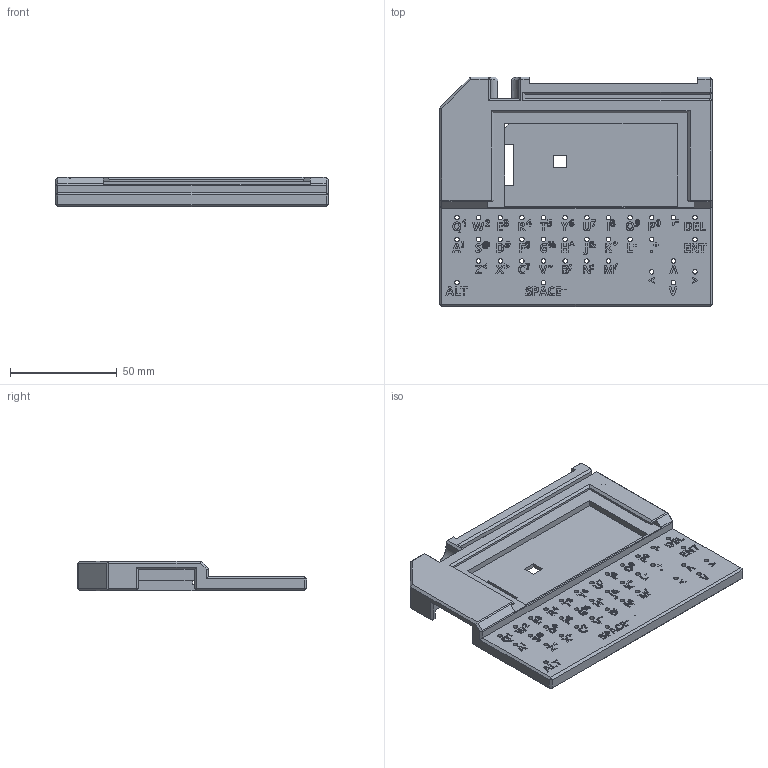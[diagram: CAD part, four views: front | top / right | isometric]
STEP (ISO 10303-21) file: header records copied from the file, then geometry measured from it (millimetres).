
FILE_DESCRIPTION(/* description */ ('STEP AP242','CAx-IF Rec.Pracs.---Representation and Presentation of Product Manufacturing Information (PMI)---4.0---2014-10-13','CAx-IF Rec.Pracs.---3D Tessellated Geometry---0.4---2014-09-14','2;1'),/* implementation_level */ '2;1');
FILE_NAME(/* name */ '638c17b243036c666e924a42',/* time_stamp */ '2022-12-04T03:44:53+00:00',/* author */ (''),/* organization */ (''),/* preprocessor_version */ 'ST-DEVELOPER v18.102',/* originating_system */ ' ',/* authorisation */ ' ');
FILE_SCHEMA (('AP242_MANAGED_MODEL_BASED_3D_ENGINEERING_MIM_LF { 1 0 10303 442 1 1 4 }'));
Length unit declared in the file: metre
Products named in the file (1): top
Bounding box: 127.92 x 107.6 x 14.07 mm (x, y, z)
Volume: 48655.1 mm3; surface area: 38173.5 mm2
Topology: 1 solids, 1 shells, 1480 faces, 3984 edges, 2632 vertices
Faces by surface type: plane 865, bspline 559, cylinder 54, cone 2
Full cylindrical faces by diameter (mm): 1.651 x8, 2.1 x36, 3 x8
Entity records: 47380 total; most frequent: CARTESIAN_POINT 14168, ORIENTED_EDGE 7832, DIRECTION 4752, EDGE_CURVE 3916, LINE 2684, VECTOR 2684, VERTEX_POINT 2616, EDGE_LOOP 1738
